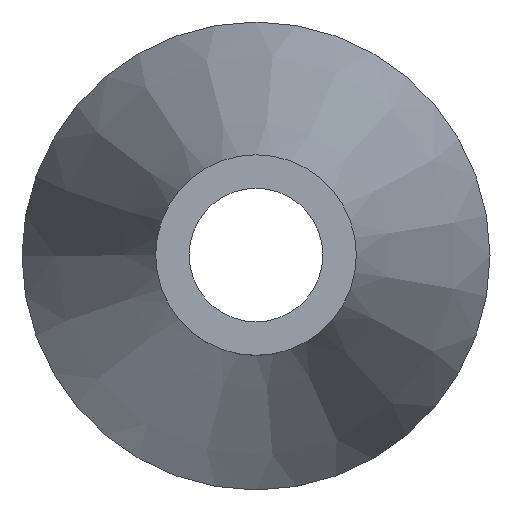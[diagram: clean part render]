
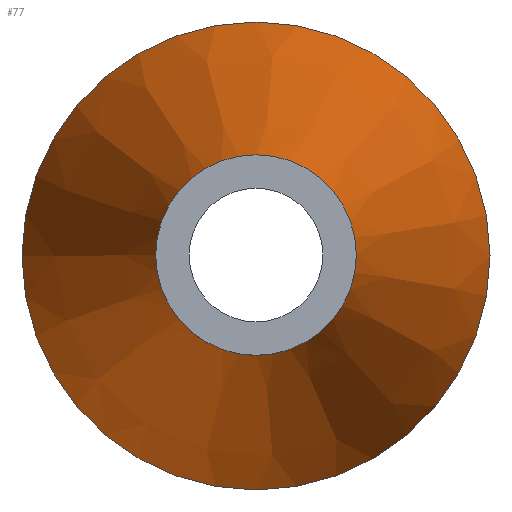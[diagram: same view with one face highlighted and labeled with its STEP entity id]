
A CAD part, top view. The second image highlights one B-rep face of the part: STEP entity #77.
In plain terms, the highlighted conical face has half-angle 15.831 degrees and reference radius 15 mm.
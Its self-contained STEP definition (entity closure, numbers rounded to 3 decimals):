
#77 = ADVANCED_FACE( '', ( #88, #89 ), #90, .T. );
#88 = FACE_OUTER_BOUND( '', #106, .T. );
#89 = FACE_BOUND( '', #107, .T. );
#90 = CONICAL_SURFACE( '', #108, 15., 0.276 );
#106 = EDGE_LOOP( '', ( #128 ) );
#107 = EDGE_LOOP( '', ( #129 ) );
#108 = AXIS2_PLACEMENT_3D( '', #130, #131, #132 );
#128 = ORIENTED_EDGE( '', *, *, #150, .F. );
#129 = ORIENTED_EDGE( '', *, *, #151, .T. );
#130 = CARTESIAN_POINT( '', ( 0., 0., -14.469 ) );
#131 = DIRECTION( '', ( 0., 0., -1. ) );
#132 = DIRECTION( '', ( -1., 0., 0. ) );
#150 = EDGE_CURVE( '', #158, #158, #159, .T. );
#151 = EDGE_CURVE( '', #160, #160, #161, .T. );
#158 = VERTEX_POINT( '', #170 );
#159 = CIRCLE( '', #171, 35. );
#160 = VERTEX_POINT( '', #172 );
#161 = CIRCLE( '', #173, 15. );
#170 = CARTESIAN_POINT( '', ( -35., 0., -85. ) );
#171 = AXIS2_PLACEMENT_3D( '', #184, #185, #186 );
#172 = CARTESIAN_POINT( '', ( -15., 0., -14.469 ) );
#173 = AXIS2_PLACEMENT_3D( '', #187, #188, #189 );
#184 = CARTESIAN_POINT( '', ( 0., 0., -85. ) );
#185 = DIRECTION( '', ( 0., 0., -1. ) );
#186 = DIRECTION( '', ( -1., 0., 0. ) );
#187 = CARTESIAN_POINT( '', ( 0., 0., -14.469 ) );
#188 = DIRECTION( '', ( 0., 0., -1. ) );
#189 = DIRECTION( '', ( -1., 0., 0. ) );
